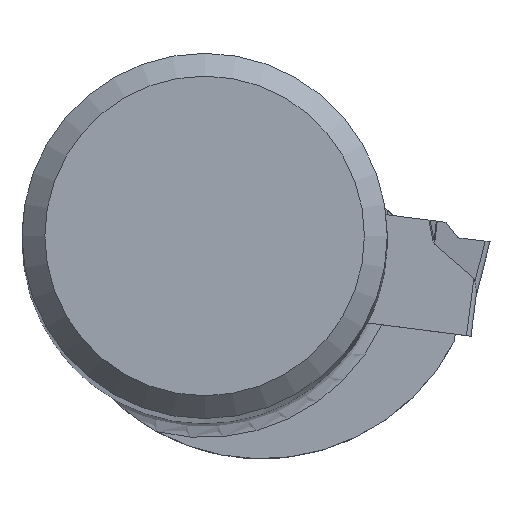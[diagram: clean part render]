
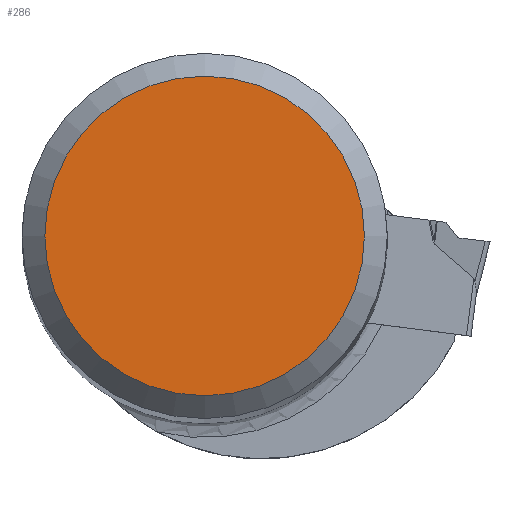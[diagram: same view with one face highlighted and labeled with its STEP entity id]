
A CAD part, top view. The second image highlights one B-rep face of the part: STEP entity #286.
In plain terms, the highlighted planar face has unit normal (0, 0, 1).
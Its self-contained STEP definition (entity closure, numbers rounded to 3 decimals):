
#178=FACE_OUTER_BOUND('',#923,.T.);
#286=ADVANCED_FACE('TB_BL_N10_SU6',(#178),#386,.T.);
#386=PLANE('',#2231);
#923=EDGE_LOOP('',(#1150));
#1150=ORIENTED_EDGE('',*,*,#1887,.T.);
#1667=VERTEX_POINT('',#3220);
#1887=EDGE_CURVE('',#1667,#1667,#2109,.T.);
#2109=CIRCLE('',#2230,7.);
#2230=AXIS2_PLACEMENT_3D('',#3219,#2485,#2486);
#2231=AXIS2_PLACEMENT_3D('',#3221,#2487,#2488);
#2485=DIRECTION('',(0.,0.,1.));
#2486=DIRECTION('',(-1.,0.,0.));
#2487=DIRECTION('',(0.,0.,1.));
#2488=DIRECTION('',(-1.,0.,0.));
#3219=CARTESIAN_POINT('',(0.,0.,0.));
#3220=CARTESIAN_POINT('',(-7.,0.,0.));
#3221=CARTESIAN_POINT('',(0.,0.,0.));
